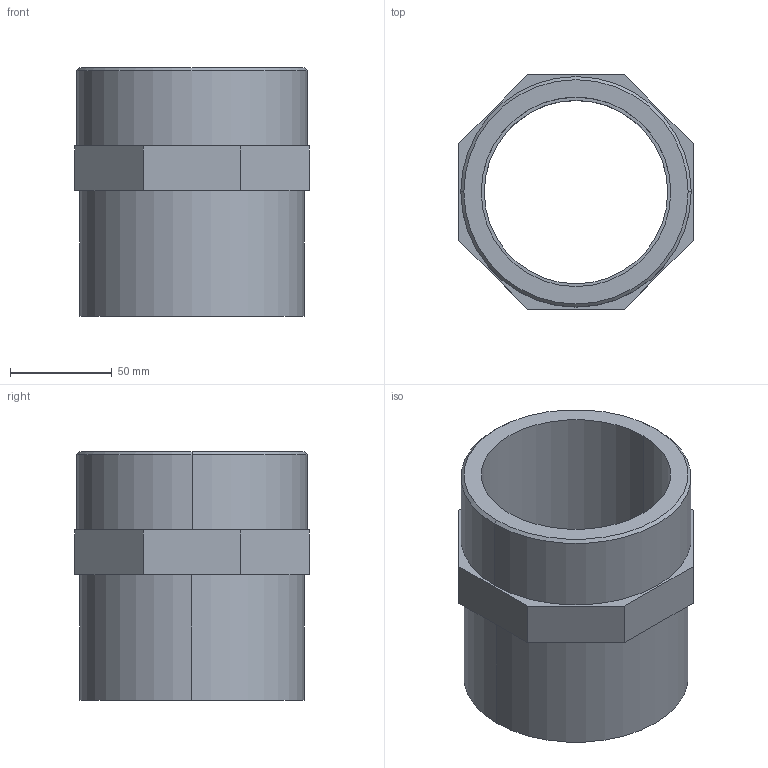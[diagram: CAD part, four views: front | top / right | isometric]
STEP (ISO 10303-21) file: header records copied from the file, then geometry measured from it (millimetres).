
FILE_DESCRIPTION(('STEP AP214'),'1');
FILE_NAME('cctmp_BFAEC9DF-2C39-40C6-8156-CB5FD1309339_2022_03_09_10_17_13_0711..stp','2022-03-09T09:17:13',('Praher Valves GmbH'),('CADClick - www.CADClick.com'),'Spatial InterOp 3D',' ','unknown authorization');
FILE_SCHEMA(('AUTOMOTIVE_DESIGN'));
Length unit declared in the file: millimetre
Products named in the file (1): 71308
Bounding box: 115 x 115 x 122 mm (x, y, z)
Volume: 404302.5 mm3; surface area: 87355 mm2
Topology: 1 solids, 1 shells, 23 faces, 52 edges, 34 vertices
Faces by surface type: plane 13, cylinder 8, cone 2
Entity records: 860 total; most frequent: DIRECTION 118, CARTESIAN_POINT 110, ORIENTED_EDGE 104, EDGE_CURVE 52, AXIS2_PLACEMENT_3D 42, VERTEX_POINT 34, LINE 34, VECTOR 34
